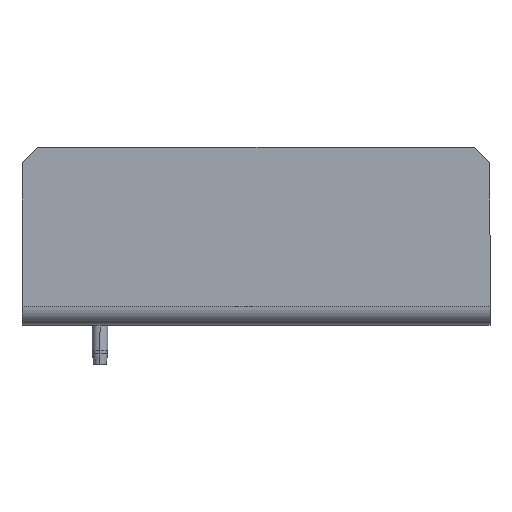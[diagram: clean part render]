
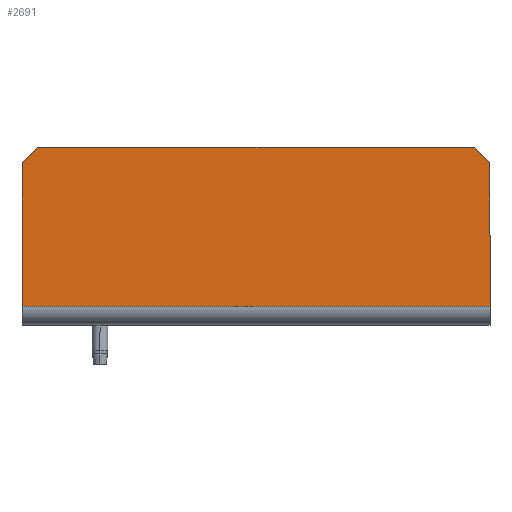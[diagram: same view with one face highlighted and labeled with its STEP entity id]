
A CAD part, front view. The second image highlights one B-rep face of the part: STEP entity #2691.
In plain terms, the highlighted planar face has unit normal (0, -1, 0).
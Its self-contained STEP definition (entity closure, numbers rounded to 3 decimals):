
#158 = VECTOR ( 'NONE', #486, 1000. ) ;
#239 = EDGE_CURVE ( 'NONE', #3879, #1814, #1397, .T. ) ;
#282 = VECTOR ( 'NONE', #499, 1000. ) ;
#294 = LINE ( 'NONE', #809, #3903 ) ;
#426 = ORIENTED_EDGE ( 'NONE', *, *, #462, .F. ) ;
#462 = EDGE_CURVE ( 'NONE', #3347, #1013, #294, .T. ) ;
#486 = DIRECTION ( 'NONE',  ( -0.707, 0., -0.707 ) ) ;
#499 = DIRECTION ( 'NONE',  ( 0., 0., 1. ) ) ;
#809 = CARTESIAN_POINT ( 'NONE',  ( 75., -3., -28.5 ) ) ;
#864 = DIRECTION ( 'NONE',  ( 0., 0., -1. ) ) ;
#975 = DIRECTION ( 'NONE',  ( 1., 0., 0. ) ) ;
#996 = LINE ( 'NONE', #1920, #2039 ) ;
#1013 = VERTEX_POINT ( 'NONE', #3065 ) ;
#1171 = CARTESIAN_POINT ( 'NONE',  ( -75., -3., 23.5 ) ) ;
#1301 = EDGE_CURVE ( 'NONE', #3347, #1814, #996, .T. ) ;
#1379 = DIRECTION ( 'NONE',  ( 0., 0., 1. ) ) ;
#1397 = LINE ( 'NONE', #2887, #1554 ) ;
#1463 = VECTOR ( 'NONE', #2126, 1000. ) ;
#1496 = ORIENTED_EDGE ( 'NONE', *, *, #2158, .F. ) ;
#1554 = VECTOR ( 'NONE', #975, 1000. ) ;
#1581 = LINE ( 'NONE', #3691, #158 ) ;
#1814 = VERTEX_POINT ( 'NONE', #4114 ) ;
#1920 = CARTESIAN_POINT ( 'NONE',  ( 70., -3., 28.5 ) ) ;
#1964 = ORIENTED_EDGE ( 'NONE', *, *, #4168, .T. ) ;
#2039 = VECTOR ( 'NONE', #3826, 1000. ) ;
#2064 = LINE ( 'NONE', #2730, #1463 ) ;
#2126 = DIRECTION ( 'NONE',  ( 1., 0., 0. ) ) ;
#2158 = EDGE_CURVE ( 'NONE', #2226, #3617, #3194, .T. ) ;
#2226 = VERTEX_POINT ( 'NONE', #2718 ) ;
#2234 = ORIENTED_EDGE ( 'NONE', *, *, #3503, .T. ) ;
#2293 = CARTESIAN_POINT ( 'NONE',  ( 0., -3., 0. ) ) ;
#2565 = ORIENTED_EDGE ( 'NONE', *, *, #239, .F. ) ;
#2691 = ADVANCED_FACE ( 'NONE', ( #3585 ), #3277, .F. ) ;
#2718 = CARTESIAN_POINT ( 'NONE',  ( -75., -3., -22.5 ) ) ;
#2730 = CARTESIAN_POINT ( 'NONE',  ( -75., -3., -22.5 ) ) ;
#2868 = EDGE_LOOP ( 'NONE', ( #426, #2936, #2565, #2234, #1496, #1964 ) ) ;
#2887 = CARTESIAN_POINT ( 'NONE',  ( -75., -3., 28.5 ) ) ;
#2936 = ORIENTED_EDGE ( 'NONE', *, *, #1301, .T. ) ;
#3065 = CARTESIAN_POINT ( 'NONE',  ( 75., -3., -22.5 ) ) ;
#3194 = LINE ( 'NONE', #3340, #282 ) ;
#3277 = PLANE ( 'NONE',  #3886 ) ;
#3307 = DIRECTION ( 'NONE',  ( 0., 1., 0. ) ) ;
#3340 = CARTESIAN_POINT ( 'NONE',  ( -75., -3., -28.5 ) ) ;
#3347 = VERTEX_POINT ( 'NONE', #3567 ) ;
#3503 = EDGE_CURVE ( 'NONE', #3879, #3617, #1581, .T. ) ;
#3567 = CARTESIAN_POINT ( 'NONE',  ( 75., -3., 23.5 ) ) ;
#3585 = FACE_OUTER_BOUND ( 'NONE', #2868, .T. ) ;
#3617 = VERTEX_POINT ( 'NONE', #1171 ) ;
#3691 = CARTESIAN_POINT ( 'NONE',  ( -75., -3., 23.5 ) ) ;
#3826 = DIRECTION ( 'NONE',  ( -0.707, 0., 0.707 ) ) ;
#3857 = CARTESIAN_POINT ( 'NONE',  ( -70., -3., 28.5 ) ) ;
#3879 = VERTEX_POINT ( 'NONE', #3857 ) ;
#3886 = AXIS2_PLACEMENT_3D ( 'NONE', #2293, #3307, #1379 ) ;
#3903 = VECTOR ( 'NONE', #864, 1000. ) ;
#4114 = CARTESIAN_POINT ( 'NONE',  ( 70., -3., 28.5 ) ) ;
#4168 = EDGE_CURVE ( 'NONE', #2226, #1013, #2064, .T. ) ;
